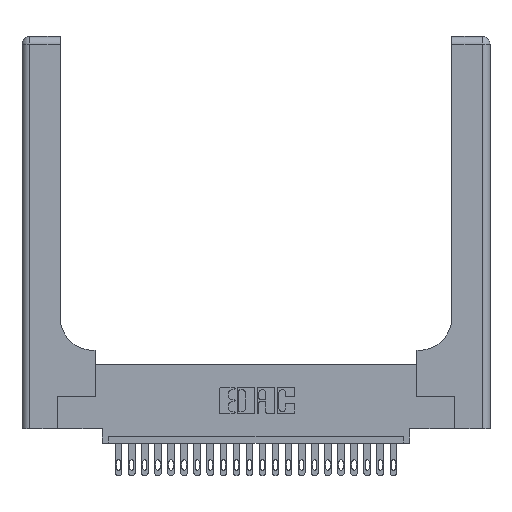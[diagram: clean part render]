
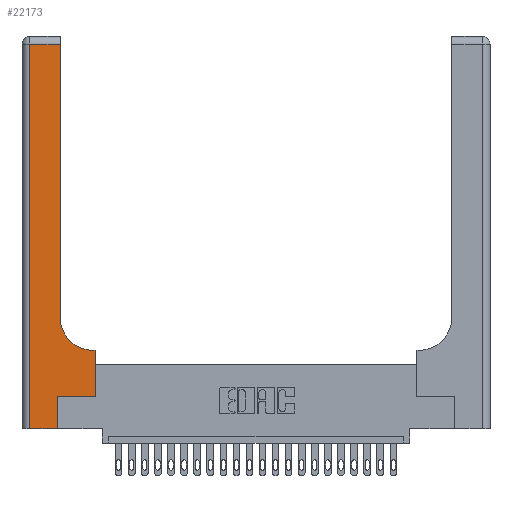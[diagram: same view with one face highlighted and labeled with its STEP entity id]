
A CAD part, top view. The second image highlights one B-rep face of the part: STEP entity #22173.
In plain terms, the highlighted planar face has unit normal (0, 0, 1).
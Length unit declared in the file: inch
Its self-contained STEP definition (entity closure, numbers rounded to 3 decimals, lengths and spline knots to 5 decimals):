
#391 = VERTEX_POINT ( 'NONE', #14915 ) ;
#836 = CARTESIAN_POINT ( 'NONE',  ( 0., 3., 0.37 ) ) ;
#1293 = VECTOR ( 'NONE', #3844, 39.37008 ) ;
#1366 = VECTOR ( 'NONE', #6240, 39.37008 ) ;
#1440 = LINE ( 'NONE', #12532, #13840 ) ;
#1813 = VECTOR ( 'NONE', #10688, 39.37008 ) ;
#1998 = CARTESIAN_POINT ( 'NONE',  ( 0.2915, 0.6, 0.37 ) ) ;
#2230 = CARTESIAN_POINT ( 'NONE',  ( 0.269, 0., 0.37 ) ) ;
#2430 = CARTESIAN_POINT ( 'NONE',  ( 0.5585, 0.25, 0.37 ) ) ;
#2700 = DIRECTION ( 'NONE',  ( -1., 0., 0. ) ) ;
#2912 = EDGE_CURVE ( 'NONE', #21039, #6536, #16890, .T. ) ;
#3261 = VERTEX_POINT ( 'NONE', #20377 ) ;
#3312 = LINE ( 'NONE', #11100, #22826 ) ;
#3750 = VECTOR ( 'NONE', #2700, 39.37008 ) ;
#3844 = DIRECTION ( 'NONE',  ( 0., 1., 0. ) ) ;
#3902 = LINE ( 'NONE', #12265, #1813 ) ;
#4314 = ORIENTED_EDGE ( 'NONE', *, *, #5172, .T. ) ;
#5172 = EDGE_CURVE ( 'NONE', #6536, #10579, #1440, .T. ) ;
#5818 = ORIENTED_EDGE ( 'NONE', *, *, #10156, .T. ) ;
#6221 = EDGE_CURVE ( 'NONE', #22968, #21039, #22076, .T. ) ;
#6240 = DIRECTION ( 'NONE',  ( 0., 1., 0. ) ) ;
#6413 = CARTESIAN_POINT ( 'NONE',  ( 0.269, 0.25, 0.37 ) ) ;
#6536 = VERTEX_POINT ( 'NONE', #22857 ) ;
#6881 = CARTESIAN_POINT ( 'NONE',  ( 0.06, 2.94, 0.37 ) ) ;
#7139 = CARTESIAN_POINT ( 'NONE',  ( 0.06, 3., 0.37 ) ) ;
#7224 = CARTESIAN_POINT ( 'NONE',  ( 0.5415, 0.85, 0.37 ) ) ;
#7804 = DIRECTION ( 'NONE',  ( -1., 0., 0. ) ) ;
#8193 = LINE ( 'NONE', #2230, #1366 ) ;
#8198 = ORIENTED_EDGE ( 'NONE', *, *, #17011, .T. ) ;
#8558 = DIRECTION ( 'NONE',  ( -1., 0., 0. ) ) ;
#9119 = DIRECTION ( 'NONE',  ( 0., 0., -1. ) ) ;
#9245 = DIRECTION ( 'NONE',  ( 1., 0., 0. ) ) ;
#9457 = DIRECTION ( 'NONE',  ( 0., 1., 0. ) ) ;
#9739 = ORIENTED_EDGE ( 'NONE', *, *, #17483, .T. ) ;
#9971 = CARTESIAN_POINT ( 'NONE',  ( 0., 2.94, 0.37 ) ) ;
#10156 = EDGE_CURVE ( 'NONE', #3261, #391, #19579, .T. ) ;
#10263 = PLANE ( 'NONE',  #11039 ) ;
#10361 = VERTEX_POINT ( 'NONE', #6413 ) ;
#10423 = DIRECTION ( 'NONE',  ( 0., 0., -1. ) ) ;
#10445 = FACE_OUTER_BOUND ( 'NONE', #21136, .T. ) ;
#10462 = LINE ( 'NONE', #15129, #1293 ) ;
#10579 = VERTEX_POINT ( 'NONE', #20584 ) ;
#10688 = DIRECTION ( 'NONE',  ( 1., 0., 0. ) ) ;
#10908 = DIRECTION ( 'NONE',  ( 0., -1., 0. ) ) ;
#10975 = CARTESIAN_POINT ( 'NONE',  ( 0.2915, 2.94, 0.37 ) ) ;
#11039 = AXIS2_PLACEMENT_3D ( 'NONE', #836, #10423, #8558 ) ;
#11100 = CARTESIAN_POINT ( 'NONE',  ( 0.2915, 3., 0.37 ) ) ;
#11374 = ORIENTED_EDGE ( 'NONE', *, *, #6221, .T. ) ;
#11593 = VECTOR ( 'NONE', #10908, 39.37008 ) ;
#12265 = CARTESIAN_POINT ( 'NONE',  ( 0.269, 0.25, 0.37 ) ) ;
#12532 = CARTESIAN_POINT ( 'NONE',  ( 0., 0., 0.37 ) ) ;
#12605 = VERTEX_POINT ( 'NONE', #2430 ) ;
#13639 = CIRCLE ( 'NONE', #19413, 0.25 ) ;
#13840 = VECTOR ( 'NONE', #9245, 39.37008 ) ;
#14581 = VECTOR ( 'NONE', #7804, 39.37008 ) ;
#14915 = CARTESIAN_POINT ( 'NONE',  ( 0.5415, 0.6, 0.37 ) ) ;
#15129 = CARTESIAN_POINT ( 'NONE',  ( 0.5585, 0.25, 0.37 ) ) ;
#15566 = ORIENTED_EDGE ( 'NONE', *, *, #16823, .T. ) ;
#16823 = EDGE_CURVE ( 'NONE', #10361, #12605, #3902, .T. ) ;
#16890 = LINE ( 'NONE', #7139, #11593 ) ;
#17011 = EDGE_CURVE ( 'NONE', #17193, #22968, #3312, .T. ) ;
#17193 = VERTEX_POINT ( 'NONE', #23402 ) ;
#17483 = EDGE_CURVE ( 'NONE', #391, #17193, #13639, .T. ) ;
#19413 = AXIS2_PLACEMENT_3D ( 'NONE', #7224, #9119, #22317 ) ;
#19579 = LINE ( 'NONE', #1998, #14581 ) ;
#19780 = ORIENTED_EDGE ( 'NONE', *, *, #19871, .T. ) ;
#19871 = EDGE_CURVE ( 'NONE', #10579, #10361, #8193, .T. ) ;
#20093 = ORIENTED_EDGE ( 'NONE', *, *, #21963, .T. ) ;
#20377 = CARTESIAN_POINT ( 'NONE',  ( 0.5585, 0.6, 0.37 ) ) ;
#20584 = CARTESIAN_POINT ( 'NONE',  ( 0.269, 0., 0.37 ) ) ;
#21039 = VERTEX_POINT ( 'NONE', #6881 ) ;
#21136 = EDGE_LOOP ( 'NONE', ( #8198, #11374, #21544, #4314, #19780, #15566, #20093, #5818, #9739 ) ) ;
#21544 = ORIENTED_EDGE ( 'NONE', *, *, #2912, .T. ) ;
#21963 = EDGE_CURVE ( 'NONE', #12605, #3261, #10462, .T. ) ;
#22076 = LINE ( 'NONE', #9971, #3750 ) ;
#22173 = ADVANCED_FACE ( 'NONE', ( #10445 ), #10263, .F. ) ;
#22317 = DIRECTION ( 'NONE',  ( 1., 0., 0. ) ) ;
#22826 = VECTOR ( 'NONE', #9457, 39.37008 ) ;
#22857 = CARTESIAN_POINT ( 'NONE',  ( 0.06, 0., 0.37 ) ) ;
#22968 = VERTEX_POINT ( 'NONE', #10975 ) ;
#23402 = CARTESIAN_POINT ( 'NONE',  ( 0.2915, 0.85, 0.37 ) ) ;
